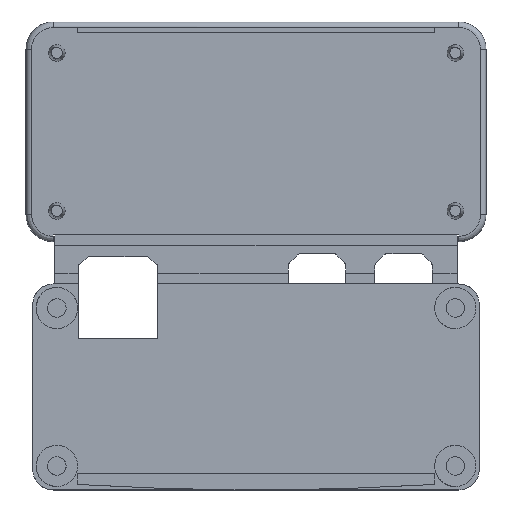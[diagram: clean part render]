
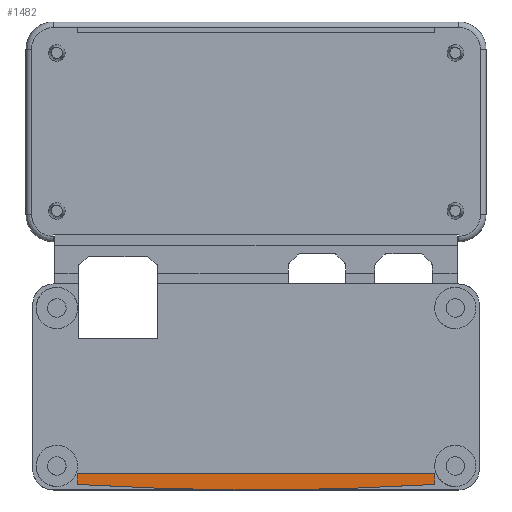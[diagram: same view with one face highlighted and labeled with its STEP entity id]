
A CAD part, top view. The second image highlights one B-rep face of the part: STEP entity #1482.
In plain terms, the highlighted free-form (B-spline) face has degree [1, 1] with [2, 2] control points.
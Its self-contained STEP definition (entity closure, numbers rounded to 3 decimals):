
#1482 = ADVANCED_FACE('',(#1483),#1522,.T.);
#1483 = FACE_BOUND('',#1484,.T.);
#1484 = EDGE_LOOP('',(#1485,#1494,#1502,#1510,#1517));
#1485 = ORIENTED_EDGE('',*,*,#1486,.T.);
#1486 = EDGE_CURVE('',#1487,#1489,#1491,.T.);
#1487 = VERTEX_POINT('',#1488);
#1488 = CARTESIAN_POINT('',(-38.78,-47.238,
    0.032));
#1489 = VERTEX_POINT('',#1490);
#1490 = CARTESIAN_POINT('',(-38.78,-49.624,
    0.032));
#1491 = B_SPLINE_CURVE_WITH_KNOTS('',1,(#1492,#1493),.UNSPECIFIED.,.F.,
  .F.,(2,2),(0.,1.6),.PIECEWISE_BEZIER_KNOTS.);
#1492 = CARTESIAN_POINT('',(-38.78,-47.238,
    0.032));
#1493 = CARTESIAN_POINT('',(-38.78,-49.624,
    0.032));
#1494 = ORIENTED_EDGE('',*,*,#1495,.T.);
#1495 = EDGE_CURVE('',#1489,#1496,#1498,.T.);
#1496 = VERTEX_POINT('',#1497);
#1497 = CARTESIAN_POINT('',(0.019,-50.817,
    0.032));
#1498 = ( BOUNDED_CURVE() B_SPLINE_CURVE(2,(#1499,#1500,#1501),
.UNSPECIFIED.,.F.,.F.) B_SPLINE_CURVE_WITH_KNOTS((3,3),(1.509,
1.571),.PIECEWISE_BEZIER_KNOTS.) CURVE() 
GEOMETRIC_REPRESENTATION_ITEM() RATIONAL_B_SPLINE_CURVE((1.,
1.,1.)) REPRESENTATION_ITEM('') );
#1499 = CARTESIAN_POINT('',(-38.78,-49.624,
    0.032));
#1500 = CARTESIAN_POINT('',(-19.399,-50.817,
    0.032));
#1501 = CARTESIAN_POINT('',(0.019,-50.817,
    0.032));
#1502 = ORIENTED_EDGE('',*,*,#1503,.T.);
#1503 = EDGE_CURVE('',#1496,#1504,#1506,.T.);
#1504 = VERTEX_POINT('',#1505);
#1505 = CARTESIAN_POINT('',(38.818,-49.624,
    0.032));
#1506 = ( BOUNDED_CURVE() B_SPLINE_CURVE(2,(#1507,#1508,#1509),
.UNSPECIFIED.,.F.,.F.) B_SPLINE_CURVE_WITH_KNOTS((3,3),(1.571,
1.632),.PIECEWISE_BEZIER_KNOTS.) CURVE() 
GEOMETRIC_REPRESENTATION_ITEM() RATIONAL_B_SPLINE_CURVE((1.,
1.,1.)) REPRESENTATION_ITEM('') );
#1507 = CARTESIAN_POINT('',(0.019,-50.817,
    0.032));
#1508 = CARTESIAN_POINT('',(19.437,-50.817,
    0.032));
#1509 = CARTESIAN_POINT('',(38.818,-49.624,
    0.032));
#1510 = ORIENTED_EDGE('',*,*,#1511,.F.);
#1511 = EDGE_CURVE('',#1512,#1504,#1514,.T.);
#1512 = VERTEX_POINT('',#1513);
#1513 = CARTESIAN_POINT('',(38.818,-47.238,
    0.032));
#1514 = B_SPLINE_CURVE_WITH_KNOTS('',1,(#1515,#1516),.UNSPECIFIED.,.F.,
  .F.,(2,2),(0.,1.6),.PIECEWISE_BEZIER_KNOTS.);
#1515 = CARTESIAN_POINT('',(38.818,-47.238,
    0.032));
#1516 = CARTESIAN_POINT('',(38.818,-49.624,
    0.032));
#1517 = ORIENTED_EDGE('',*,*,#1518,.F.);
#1518 = EDGE_CURVE('',#1487,#1512,#1519,.T.);
#1519 = B_SPLINE_CURVE_WITH_KNOTS('',1,(#1520,#1521),.UNSPECIFIED.,.F.,
  .F.,(2,2),(0.,52.025),.PIECEWISE_BEZIER_KNOTS.);
#1520 = CARTESIAN_POINT('',(-38.78,-47.238,
    0.032));
#1521 = CARTESIAN_POINT('',(38.818,-47.238,
    0.032));
#1522 = B_SPLINE_SURFACE_WITH_KNOTS('',1,1,(
    (#1523,#1524)
    ,(#1525,#1526
    )),.UNSPECIFIED.,.F.,.F.,.F.,(2,2),(2,2),(-52.025,
    0.),(-1.6,0.8),.PIECEWISE_BEZIER_KNOTS.);
#1523 = CARTESIAN_POINT('',(38.818,-47.238,
    0.032));
#1524 = CARTESIAN_POINT('',(38.818,-50.817,
    0.032));
#1525 = CARTESIAN_POINT('',(-38.78,-47.238,
    0.032));
#1526 = CARTESIAN_POINT('',(-38.78,-50.817,
    0.032));
